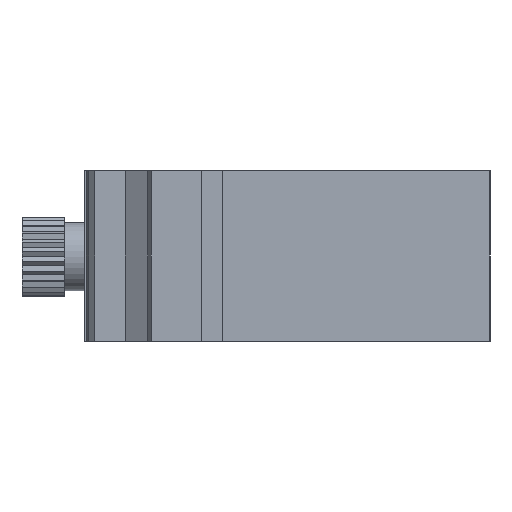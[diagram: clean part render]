
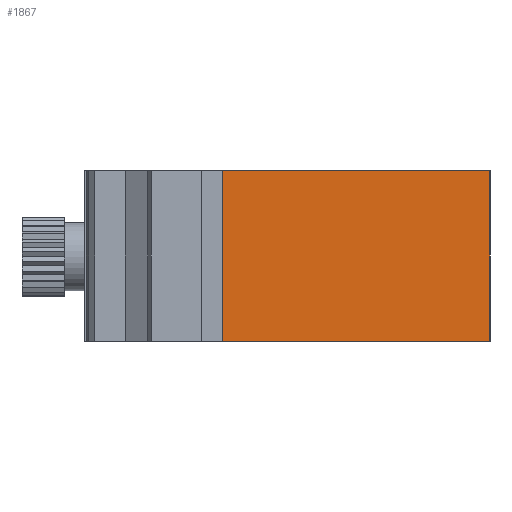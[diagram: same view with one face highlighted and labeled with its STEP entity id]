
A CAD part, left-side view. The second image highlights one B-rep face of the part: STEP entity #1867.
In plain terms, the highlighted planar face has unit normal (-1, 0, 0).
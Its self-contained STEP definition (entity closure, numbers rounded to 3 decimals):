
#106=PLANE('',#1987);
#199=FACE_OUTER_BOUND('',#298,.T.);
#298=EDGE_LOOP('',(#1694,#1695,#1696,#1697));
#491=LINE('',#2845,#742);
#538=LINE('',#2946,#789);
#539=LINE('',#2949,#790);
#540=LINE('',#2950,#791);
#742=VECTOR('',#2318,10.);
#789=VECTOR('',#2409,10.);
#790=VECTOR('',#2412,10.);
#791=VECTOR('',#2413,10.);
#954=VERTEX_POINT('',#2842);
#955=VERTEX_POINT('',#2844);
#987=VERTEX_POINT('',#2944);
#988=VERTEX_POINT('',#2948);
#1183=EDGE_CURVE('',#955,#954,#491,.T.);
#1234=EDGE_CURVE('',#954,#987,#538,.T.);
#1235=EDGE_CURVE('',#988,#987,#539,.T.);
#1236=EDGE_CURVE('',#955,#988,#540,.T.);
#1694=ORIENTED_EDGE('',*,*,#1183,.T.);
#1695=ORIENTED_EDGE('',*,*,#1234,.T.);
#1696=ORIENTED_EDGE('',*,*,#1235,.F.);
#1697=ORIENTED_EDGE('',*,*,#1236,.F.);
#1867=ADVANCED_FACE('',(#199),#106,.T.);
#1987=AXIS2_PLACEMENT_3D('',#2947,#2410,#2411);
#2318=DIRECTION('',(0.,-1.,0.));
#2409=DIRECTION('',(0.,0.,1.));
#2410=DIRECTION('center_axis',(-1.,0.,0.));
#2411=DIRECTION('ref_axis',(0.,-1.,0.));
#2412=DIRECTION('',(0.,-1.,0.));
#2413=DIRECTION('',(0.,0.,1.));
#2842=CARTESIAN_POINT('',(-116.448,-954.774,-2.162));
#2844=CARTESIAN_POINT('',(-116.448,-935.17,-2.162));
#2845=CARTESIAN_POINT('',(-116.448,-935.17,-2.162));
#2944=CARTESIAN_POINT('',(-116.448,-954.774,10.338));
#2946=CARTESIAN_POINT('',(-116.448,-954.774,-2.162));
#2947=CARTESIAN_POINT('Origin',(-116.448,-935.17,-2.162));
#2948=CARTESIAN_POINT('',(-116.448,-935.17,10.338));
#2949=CARTESIAN_POINT('',(-116.448,-935.17,10.338));
#2950=CARTESIAN_POINT('',(-116.448,-935.17,-2.162));
